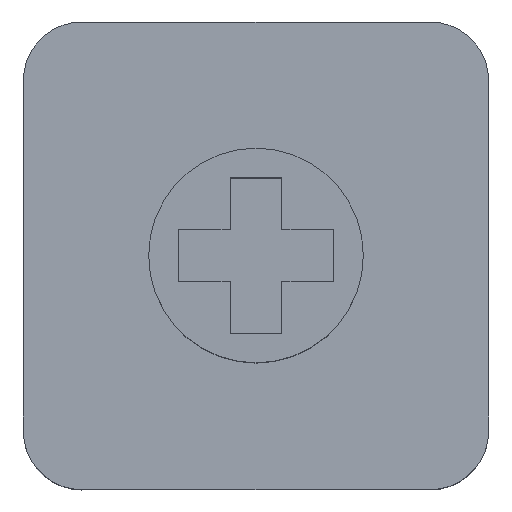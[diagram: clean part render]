
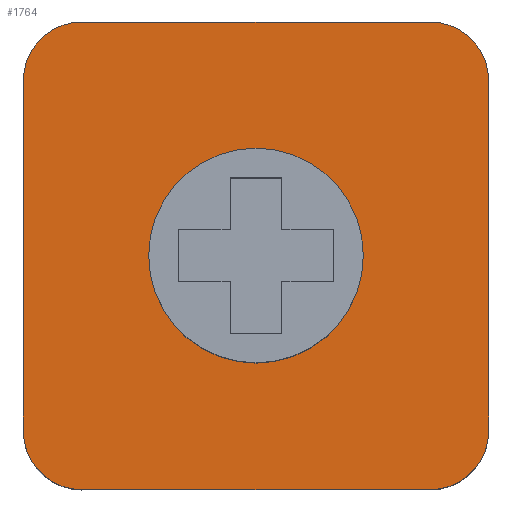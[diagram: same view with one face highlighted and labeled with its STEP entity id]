
A CAD part, top view. The second image highlights one B-rep face of the part: STEP entity #1764.
In plain terms, the highlighted planar face has unit normal (0, 0, 1).
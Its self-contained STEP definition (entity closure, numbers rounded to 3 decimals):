
#25=CIRCLE('',#1874,2.8);
#26=CIRCLE('',#1877,1.53);
#27=CIRCLE('',#1878,1.53);
#28=CIRCLE('',#1879,1.53);
#29=CIRCLE('',#1880,1.53);
#38=FACE_BOUND('',#244,.T.);
#142=FACE_OUTER_BOUND('',#243,.T.);
#243=EDGE_LOOP('',(#1541,#1542,#1543,#1544,#1545,#1546,#1547,#1548));
#244=EDGE_LOOP('',(#1549));
#465=LINE('',#2870,#687);
#466=LINE('',#2874,#688);
#467=LINE('',#2878,#689);
#468=LINE('',#2882,#690);
#687=VECTOR('',#2267,10.);
#688=VECTOR('',#2270,10.);
#689=VECTOR('',#2273,10.);
#690=VECTOR('',#2276,10.);
#854=VERTEX_POINT('',#2863);
#855=VERTEX_POINT('',#2868);
#856=VERTEX_POINT('',#2869);
#857=VERTEX_POINT('',#2871);
#858=VERTEX_POINT('',#2873);
#859=VERTEX_POINT('',#2875);
#860=VERTEX_POINT('',#2877);
#861=VERTEX_POINT('',#2879);
#862=VERTEX_POINT('',#2881);
#1092=EDGE_CURVE('',#854,#854,#25,.T.);
#1093=EDGE_CURVE('',#855,#856,#465,.T.);
#1094=EDGE_CURVE('',#856,#857,#26,.T.);
#1095=EDGE_CURVE('',#857,#858,#466,.T.);
#1096=EDGE_CURVE('',#858,#859,#27,.T.);
#1097=EDGE_CURVE('',#859,#860,#467,.T.);
#1098=EDGE_CURVE('',#860,#861,#28,.T.);
#1099=EDGE_CURVE('',#861,#862,#468,.T.);
#1100=EDGE_CURVE('',#862,#855,#29,.T.);
#1541=ORIENTED_EDGE('',*,*,#1093,.T.);
#1542=ORIENTED_EDGE('',*,*,#1094,.T.);
#1543=ORIENTED_EDGE('',*,*,#1095,.T.);
#1544=ORIENTED_EDGE('',*,*,#1096,.T.);
#1545=ORIENTED_EDGE('',*,*,#1097,.T.);
#1546=ORIENTED_EDGE('',*,*,#1098,.T.);
#1547=ORIENTED_EDGE('',*,*,#1099,.T.);
#1548=ORIENTED_EDGE('',*,*,#1100,.T.);
#1549=ORIENTED_EDGE('',*,*,#1092,.T.);
#1675=PLANE('',#1876);
#1764=ADVANCED_FACE('',(#142,#38),#1675,.T.);
#1874=AXIS2_PLACEMENT_3D('',#2865,#2261,#2262);
#1876=AXIS2_PLACEMENT_3D('',#2867,#2265,#2266);
#1877=AXIS2_PLACEMENT_3D('',#2872,#2268,#2269);
#1878=AXIS2_PLACEMENT_3D('',#2876,#2271,#2272);
#1879=AXIS2_PLACEMENT_3D('',#2880,#2274,#2275);
#1880=AXIS2_PLACEMENT_3D('',#2883,#2277,#2278);
#2261=DIRECTION('center_axis',(0.,0.,-1.));
#2262=DIRECTION('ref_axis',(1.,0.,0.));
#2265=DIRECTION('center_axis',(0.,0.,1.));
#2266=DIRECTION('ref_axis',(1.,0.,0.));
#2267=DIRECTION('',(-1.,0.,0.));
#2268=DIRECTION('center_axis',(0.,0.,1.));
#2269=DIRECTION('ref_axis',(0.,1.,0.));
#2270=DIRECTION('',(0.,-1.,0.));
#2271=DIRECTION('center_axis',(0.,0.,1.));
#2272=DIRECTION('ref_axis',(-1.,0.,0.));
#2273=DIRECTION('',(1.,0.,0.));
#2274=DIRECTION('center_axis',(0.,0.,1.));
#2275=DIRECTION('ref_axis',(0.,-1.,0.));
#2276=DIRECTION('',(0.,1.,0.));
#2277=DIRECTION('center_axis',(0.,0.,1.));
#2278=DIRECTION('ref_axis',(1.,0.,0.));
#2863=CARTESIAN_POINT('',(3.27,6.1,5.));
#2865=CARTESIAN_POINT('Origin',(6.07,6.1,5.));
#2867=CARTESIAN_POINT('Origin',(6.07,6.1,5.));
#2868=CARTESIAN_POINT('',(10.61,12.2,5.));
#2869=CARTESIAN_POINT('',(1.53,12.2,5.));
#2870=CARTESIAN_POINT('',(10.61,12.2,5.));
#2871=CARTESIAN_POINT('',(0.,10.67,5.));
#2872=CARTESIAN_POINT('Origin',(1.53,10.67,5.));
#2873=CARTESIAN_POINT('',(0.,1.53,5.));
#2874=CARTESIAN_POINT('',(0.,10.67,5.));
#2875=CARTESIAN_POINT('',(1.53,0.,5.));
#2876=CARTESIAN_POINT('Origin',(1.53,1.53,5.));
#2877=CARTESIAN_POINT('',(10.61,0.,5.));
#2878=CARTESIAN_POINT('',(1.53,0.,5.));
#2879=CARTESIAN_POINT('',(12.14,1.53,5.));
#2880=CARTESIAN_POINT('Origin',(10.61,1.53,5.));
#2881=CARTESIAN_POINT('',(12.14,10.67,5.));
#2882=CARTESIAN_POINT('',(12.14,1.53,5.));
#2883=CARTESIAN_POINT('Origin',(10.61,10.67,5.));
